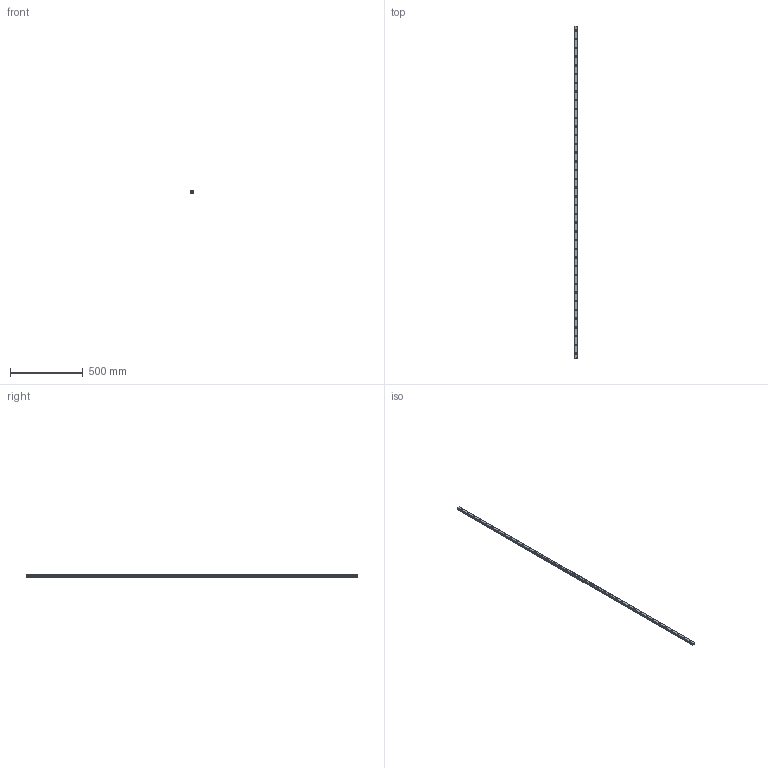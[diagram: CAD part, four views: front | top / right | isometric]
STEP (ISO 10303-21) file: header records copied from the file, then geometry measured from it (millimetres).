
FILE_DESCRIPTION(('STEP AP214'),'1');
FILE_NAME('cctmp_8B407D00-CE9F-412D-B538-5B7A40113844_2021_02_04_10_56_30_0766..stp','2021-02-04T09:56:31',('HIWIN GmbH'),('CADClick - www.CADClick.com'),'Spatial InterOp 3D',' ','unknown authorization');
FILE_SCHEMA(('AUTOMOTIVE_DESIGN'));
Length unit declared in the file: millimetre
Products named in the file (1): EGR20R2280C_FILE
Bounding box: 20 x 2280 x 15.5 mm (x, y, z)
Volume: 611844.1 mm3; surface area: 182439.6 mm2
Topology: 1 solids, 1 shells, 559 faces, 1279 edges, 802 vertices
Faces by surface type: plane 313, cylinder 246
Entity records: 20337 total; most frequent: DIRECTION 3043, CARTESIAN_POINT 2641, ORIENTED_EDGE 2558, EDGE_CURVE 1279, AXIS2_PLACEMENT_3D 1204, VERTEX_POINT 802, EDGE_LOOP 639, LINE 635
